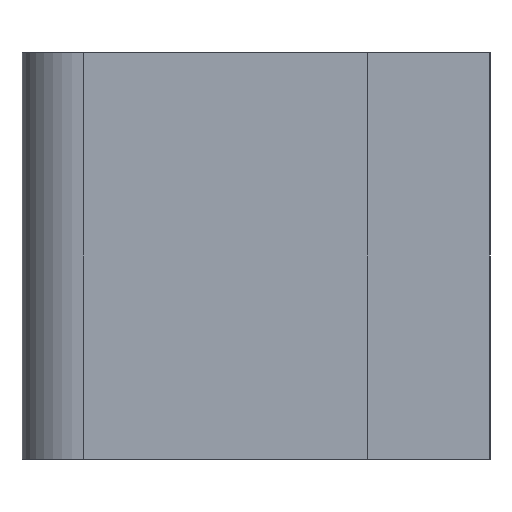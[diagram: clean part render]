
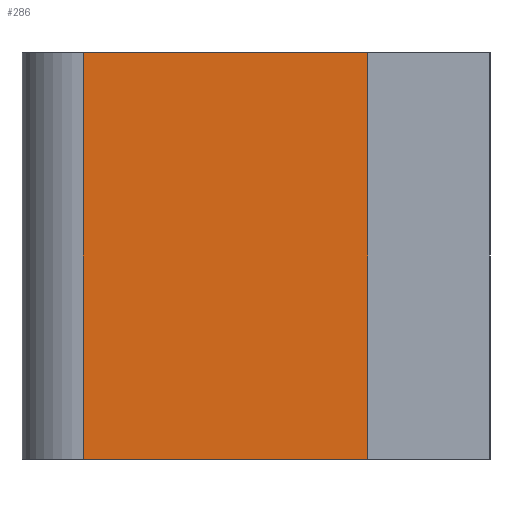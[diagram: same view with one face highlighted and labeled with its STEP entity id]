
A CAD part, left-side view. The second image highlights one B-rep face of the part: STEP entity #286.
In plain terms, the highlighted planar face has unit normal (-1, 0, 0).
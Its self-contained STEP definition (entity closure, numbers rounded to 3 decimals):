
#23=FACE_OUTER_BOUND('',#38,.T.);
#38=EDGE_LOOP('',(#224,#225,#226,#227));
#56=LINE('',#424,#93);
#72=LINE('',#457,#109);
#73=LINE('',#460,#110);
#74=LINE('',#461,#111);
#93=VECTOR('',#343,10.);
#109=VECTOR('',#373,10.);
#110=VECTOR('',#376,10.);
#111=VECTOR('',#377,10.);
#130=VERTEX_POINT('',#421);
#131=VERTEX_POINT('',#423);
#141=VERTEX_POINT('',#455);
#142=VERTEX_POINT('',#459);
#156=EDGE_CURVE('',#131,#130,#56,.T.);
#173=EDGE_CURVE('',#141,#130,#72,.T.);
#174=EDGE_CURVE('',#141,#142,#73,.T.);
#175=EDGE_CURVE('',#142,#131,#74,.T.);
#224=ORIENTED_EDGE('',*,*,#174,.T.);
#225=ORIENTED_EDGE('',*,*,#175,.T.);
#226=ORIENTED_EDGE('',*,*,#156,.T.);
#227=ORIENTED_EDGE('',*,*,#173,.F.);
#272=PLANE('',#322);
#286=ADVANCED_FACE('',(#23),#272,.T.);
#322=AXIS2_PLACEMENT_3D('',#458,#374,#375);
#343=DIRECTION('',(0.,-1.,0.));
#373=DIRECTION('',(0.,0.,-1.));
#374=DIRECTION('center_axis',(-1.,0.,0.));
#375=DIRECTION('ref_axis',(0.,0.,1.));
#376=DIRECTION('',(0.,1.,0.));
#377=DIRECTION('',(0.,0.,-1.));
#421=CARTESIAN_POINT('',(-3.,3.,-5.));
#423=CARTESIAN_POINT('',(-3.,10.,-5.));
#424=CARTESIAN_POINT('',(-3.,3.,-5.));
#455=CARTESIAN_POINT('',(-3.,3.,5.));
#457=CARTESIAN_POINT('',(-3.,3.,0.));
#458=CARTESIAN_POINT('Origin',(-3.,3.,0.));
#459=CARTESIAN_POINT('',(-3.,10.,5.));
#460=CARTESIAN_POINT('',(-3.,3.,5.));
#461=CARTESIAN_POINT('',(-3.,10.,0.));
